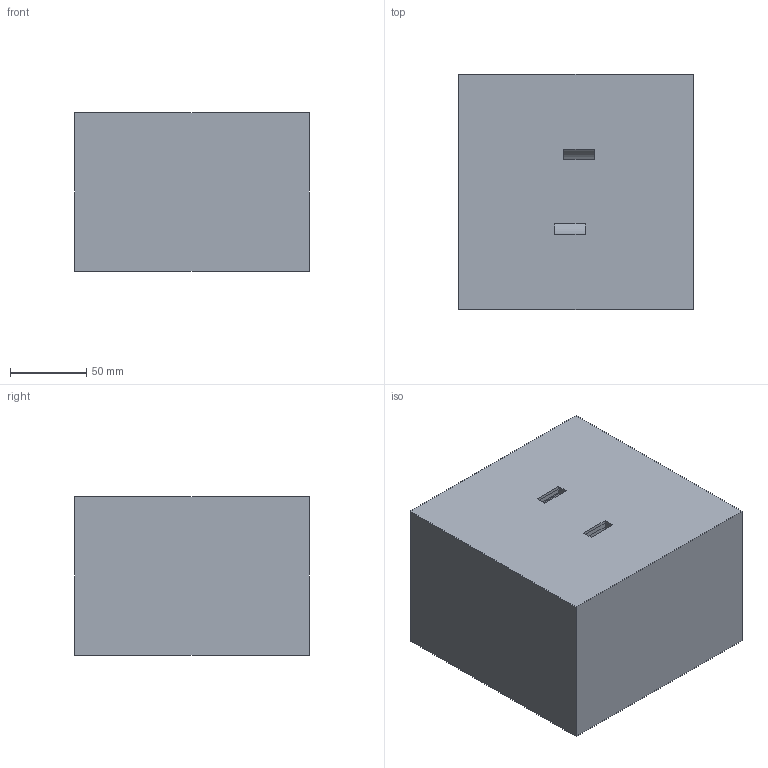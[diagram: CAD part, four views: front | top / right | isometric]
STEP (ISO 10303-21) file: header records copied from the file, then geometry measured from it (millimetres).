
FILE_DESCRIPTION(/* description */ (''),/* implementation_level */ '2;1');
FILE_NAME(/* name */ '175a-1575h-135d-3o-2s.step',/* time_stamp */ '2021-04-19T11:14:10+02:00',/* author */ (''),/* organization */ (''),/* preprocessor_version */ 'ST-DEVELOPER v18.1',/* originating_system */ 'Autodesk Translation Framework v10.6.0.1341',/* authorisation */ '');
FILE_SCHEMA (('AUTOMOTIVE_DESIGN { 1 0 10303 214 3 1 1 }'));
Length unit declared in the file: millimetre
Products named in the file (8): Triquetra 31D Simu; Triquetra Front; Dragon hotend v4; Sketch; Volume; Part Buildplate; Heater Cartidge; Silicone Sock
Assembly tree (7 placements, depth 2):
  Triquetra 31D Simu
    Triquetra Front
    Dragon hotend v4
    Sketch
    Volume
    Part Buildplate
    Heater Cartidge
    Silicone Sock
Bounding box: 154 x 154 x 104 mm (x, y, z)
Volume: 283247.1 mm3; surface area: 253861.2 mm2
Topology: 7 solids, 7 shells, 191 faces, 457 edges, 291 vertices
Faces by surface type: plane 146, cylinder 40, cone 3, torus 2
Full cylindrical faces by diameter (mm): 0.4 x1, 1.9 x1, 2.5 x5, 3 x1, 3.2 x1, 5 x1, 6 x2, 10 x1
Entity records: 5784 total; most frequent: CARTESIAN_POINT 955, DIRECTION 952, ORIENTED_EDGE 914, EDGE_CURVE 457, LINE 376, VECTOR 376, VERTEX_POINT 291, AXIS2_PLACEMENT_3D 288
